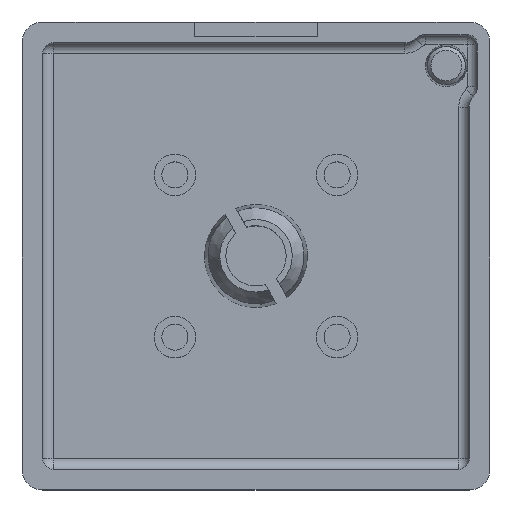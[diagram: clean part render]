
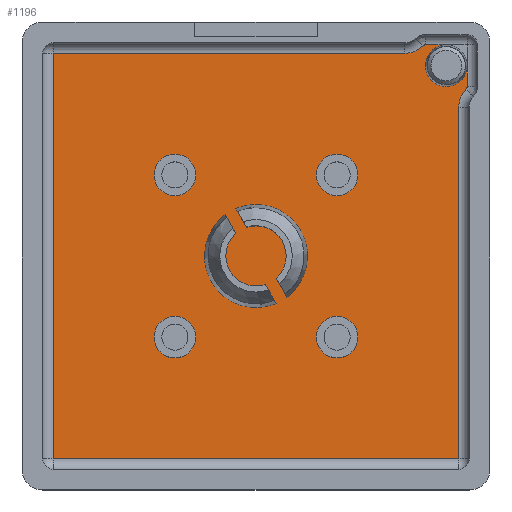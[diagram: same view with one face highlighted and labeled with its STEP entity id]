
A CAD part, top view. The second image highlights one B-rep face of the part: STEP entity #1196.
In plain terms, the highlighted planar face has unit normal (0, 0, 1).
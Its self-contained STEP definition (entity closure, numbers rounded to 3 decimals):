
#86=FACE_BOUND('',#261,.T.);
#87=FACE_BOUND('',#262,.T.);
#88=FACE_BOUND('',#263,.T.);
#89=FACE_BOUND('',#264,.T.);
#90=FACE_BOUND('',#265,.T.);
#91=FACE_BOUND('',#266,.T.);
#111=CIRCLE('',#1329,2.);
#112=CIRCLE('',#1332,0.4);
#113=CIRCLE('',#1333,2.5);
#114=CIRCLE('',#1334,2.5);
#115=CIRCLE('',#1335,0.4);
#116=CIRCLE('',#1336,2.);
#117=CIRCLE('',#1337,4.95);
#118=CIRCLE('',#1338,2.9);
#119=CIRCLE('',#1339,2.9);
#120=CIRCLE('',#1340,4.95);
#121=CIRCLE('',#1341,2.);
#122=CIRCLE('',#1342,2.);
#123=CIRCLE('',#1343,2.);
#176=FACE_OUTER_BOUND('',#260,.T.);
#260=EDGE_LOOP('',(#855,#856,#857,#858,#859,#860,#861,#862,#863,#864,#865));
#261=EDGE_LOOP('',(#866));
#262=EDGE_LOOP('',(#867,#868,#869,#870));
#263=EDGE_LOOP('',(#871,#872,#873,#874));
#264=EDGE_LOOP('',(#875));
#265=EDGE_LOOP('',(#876));
#266=EDGE_LOOP('',(#877));
#369=LINE('',#1959,#457);
#370=LINE('',#1965,#458);
#371=LINE('',#1967,#459);
#372=LINE('',#1969,#460);
#373=LINE('',#1971,#461);
#374=LINE('',#1976,#462);
#375=LINE('',#1983,#463);
#376=LINE('',#1986,#464);
#377=LINE('',#1989,#465);
#378=LINE('',#1993,#466);
#457=VECTOR('',#1543,10.);
#458=VECTOR('',#1548,10.);
#459=VECTOR('',#1549,10.);
#460=VECTOR('',#1550,10.);
#461=VECTOR('',#1551,10.);
#462=VECTOR('',#1556,10.);
#463=VECTOR('',#1561,10.);
#464=VECTOR('',#1564,10.);
#465=VECTOR('',#1565,10.);
#466=VECTOR('',#1568,10.);
#553=VERTEX_POINT('',#1951);
#554=VERTEX_POINT('',#1953);
#555=VERTEX_POINT('',#1958);
#556=VERTEX_POINT('',#1960);
#557=VERTEX_POINT('',#1962);
#558=VERTEX_POINT('',#1964);
#559=VERTEX_POINT('',#1966);
#560=VERTEX_POINT('',#1968);
#561=VERTEX_POINT('',#1970);
#562=VERTEX_POINT('',#1972);
#563=VERTEX_POINT('',#1974);
#564=VERTEX_POINT('',#1977);
#565=VERTEX_POINT('',#1979);
#566=VERTEX_POINT('',#1980);
#567=VERTEX_POINT('',#1982);
#568=VERTEX_POINT('',#1984);
#569=VERTEX_POINT('',#1987);
#570=VERTEX_POINT('',#1988);
#571=VERTEX_POINT('',#1990);
#572=VERTEX_POINT('',#1992);
#573=VERTEX_POINT('',#1995);
#574=VERTEX_POINT('',#1997);
#575=VERTEX_POINT('',#1999);
#666=EDGE_CURVE('',#553,#554,#111,.T.);
#667=EDGE_CURVE('',#555,#554,#369,.T.);
#668=EDGE_CURVE('',#556,#555,#112,.T.);
#669=EDGE_CURVE('',#557,#556,#113,.T.);
#670=EDGE_CURVE('',#558,#557,#370,.T.);
#671=EDGE_CURVE('',#559,#558,#371,.T.);
#672=EDGE_CURVE('',#560,#559,#372,.T.);
#673=EDGE_CURVE('',#561,#560,#373,.T.);
#674=EDGE_CURVE('',#562,#561,#114,.T.);
#675=EDGE_CURVE('',#563,#562,#115,.T.);
#676=EDGE_CURVE('',#553,#563,#374,.T.);
#677=EDGE_CURVE('',#564,#564,#116,.T.);
#678=EDGE_CURVE('',#565,#566,#117,.T.);
#679=EDGE_CURVE('',#566,#567,#375,.T.);
#680=EDGE_CURVE('',#567,#568,#118,.T.);
#681=EDGE_CURVE('',#568,#565,#376,.T.);
#682=EDGE_CURVE('',#569,#570,#377,.T.);
#683=EDGE_CURVE('',#570,#571,#119,.T.);
#684=EDGE_CURVE('',#571,#572,#378,.T.);
#685=EDGE_CURVE('',#572,#569,#120,.T.);
#686=EDGE_CURVE('',#573,#573,#121,.T.);
#687=EDGE_CURVE('',#574,#574,#122,.T.);
#688=EDGE_CURVE('',#575,#575,#123,.T.);
#855=ORIENTED_EDGE('',*,*,#666,.T.);
#856=ORIENTED_EDGE('',*,*,#667,.F.);
#857=ORIENTED_EDGE('',*,*,#668,.F.);
#858=ORIENTED_EDGE('',*,*,#669,.F.);
#859=ORIENTED_EDGE('',*,*,#670,.F.);
#860=ORIENTED_EDGE('',*,*,#671,.F.);
#861=ORIENTED_EDGE('',*,*,#672,.F.);
#862=ORIENTED_EDGE('',*,*,#673,.F.);
#863=ORIENTED_EDGE('',*,*,#674,.F.);
#864=ORIENTED_EDGE('',*,*,#675,.F.);
#865=ORIENTED_EDGE('',*,*,#676,.F.);
#866=ORIENTED_EDGE('',*,*,#677,.T.);
#867=ORIENTED_EDGE('',*,*,#678,.T.);
#868=ORIENTED_EDGE('',*,*,#679,.T.);
#869=ORIENTED_EDGE('',*,*,#680,.T.);
#870=ORIENTED_EDGE('',*,*,#681,.T.);
#871=ORIENTED_EDGE('',*,*,#682,.T.);
#872=ORIENTED_EDGE('',*,*,#683,.T.);
#873=ORIENTED_EDGE('',*,*,#684,.T.);
#874=ORIENTED_EDGE('',*,*,#685,.T.);
#875=ORIENTED_EDGE('',*,*,#686,.T.);
#876=ORIENTED_EDGE('',*,*,#687,.T.);
#877=ORIENTED_EDGE('',*,*,#688,.T.);
#1161=PLANE('',#1331);
#1196=ADVANCED_FACE('',(#176,#86,#87,#88,#89,#90,#91),#1161,.T.);
#1329=AXIS2_PLACEMENT_3D('',#1955,#1537,#1538);
#1331=AXIS2_PLACEMENT_3D('',#1957,#1541,#1542);
#1332=AXIS2_PLACEMENT_3D('',#1961,#1544,#1545);
#1333=AXIS2_PLACEMENT_3D('',#1963,#1546,#1547);
#1334=AXIS2_PLACEMENT_3D('',#1973,#1552,#1553);
#1335=AXIS2_PLACEMENT_3D('',#1975,#1554,#1555);
#1336=AXIS2_PLACEMENT_3D('',#1978,#1557,#1558);
#1337=AXIS2_PLACEMENT_3D('',#1981,#1559,#1560);
#1338=AXIS2_PLACEMENT_3D('',#1985,#1562,#1563);
#1339=AXIS2_PLACEMENT_3D('',#1991,#1566,#1567);
#1340=AXIS2_PLACEMENT_3D('',#1994,#1569,#1570);
#1341=AXIS2_PLACEMENT_3D('',#1996,#1571,#1572);
#1342=AXIS2_PLACEMENT_3D('',#1998,#1573,#1574);
#1343=AXIS2_PLACEMENT_3D('',#2000,#1575,#1576);
#1537=DIRECTION('center_axis',(0.,0.,
-1.));
#1538=DIRECTION('ref_axis',(-1.,0.,0.));
#1541=DIRECTION('center_axis',(0.,0.,
1.));
#1542=DIRECTION('ref_axis',(1.,0.,0.));
#1543=DIRECTION('',(1.,0.,0.));
#1544=DIRECTION('center_axis',(0.,0.,
-1.));
#1545=DIRECTION('ref_axis',(-0.371,0.928,0.));
#1546=DIRECTION('center_axis',(0.,0.,
1.));
#1547=DIRECTION('ref_axis',(0.371,-0.928,0.));
#1548=DIRECTION('',(1.,0.,0.));
#1549=DIRECTION('',(0.,1.,0.));
#1550=DIRECTION('',(-1.,0.,0.));
#1551=DIRECTION('',(0.,-1.,0.));
#1552=DIRECTION('center_axis',(0.,0.,
1.));
#1553=DIRECTION('ref_axis',(-0.928,0.371,0.));
#1554=DIRECTION('center_axis',(0.,0.,
-1.));
#1555=DIRECTION('ref_axis',(0.928,-0.371,0.));
#1556=DIRECTION('',(0.,-1.,0.));
#1557=DIRECTION('center_axis',(0.,0.,
-1.));
#1558=DIRECTION('ref_axis',(-1.,0.,0.));
#1559=DIRECTION('center_axis',(0.,0.,
-1.));
#1560=DIRECTION('ref_axis',(-1.,0.,0.));
#1561=DIRECTION('',(0.5,-0.866,0.));
#1562=DIRECTION('center_axis',(0.,0.,
1.));
#1563=DIRECTION('ref_axis',(1.,0.,0.));
#1564=DIRECTION('',(0.5,-0.866,0.));
#1565=DIRECTION('',(-0.5,0.866,0.));
#1566=DIRECTION('center_axis',(0.,0.,
1.));
#1567=DIRECTION('ref_axis',(1.,0.,0.));
#1568=DIRECTION('',(-0.5,0.866,0.));
#1569=DIRECTION('center_axis',(0.,0.,
-1.));
#1570=DIRECTION('ref_axis',(-1.,0.,0.));
#1571=DIRECTION('center_axis',(0.,0.,
-1.));
#1572=DIRECTION('ref_axis',(0.,-1.,0.));
#1573=DIRECTION('center_axis',(0.,0.,
-1.));
#1574=DIRECTION('ref_axis',(1.,0.,0.));
#1575=DIRECTION('center_axis',(0.,0.,
-1.));
#1576=DIRECTION('ref_axis',(0.,1.,0.));
#1951=CARTESIAN_POINT('',(20.3,18.3,2.));
#1953=CARTESIAN_POINT('',(18.3,20.3,2.));
#1955=CARTESIAN_POINT('Origin',(18.3,18.3,2.));
#1957=CARTESIAN_POINT('Origin',(0.,0.,
2.));
#1958=CARTESIAN_POINT('',(16.3,20.3,2.));
#1959=CARTESIAN_POINT('',(10.177,20.3,2.));
#1960=CARTESIAN_POINT('',(16.024,20.19,2.));
#1961=CARTESIAN_POINT('Origin',(16.3,19.9,2.));
#1962=CARTESIAN_POINT('',(14.3,19.5,2.));
#1963=CARTESIAN_POINT('Origin',(14.3,22.,2.));
#1964=CARTESIAN_POINT('',(-19.5,19.5,2.));
#1965=CARTESIAN_POINT('',(10.277,19.5,2.));
#1966=CARTESIAN_POINT('',(-19.5,-19.5,2.));
#1967=CARTESIAN_POINT('',(-19.5,9.777,2.));
#1968=CARTESIAN_POINT('',(19.5,-19.5,2.));
#1969=CARTESIAN_POINT('',(-9.723,-19.5,2.));
#1970=CARTESIAN_POINT('',(19.5,14.3,2.));
#1971=CARTESIAN_POINT('',(19.5,-9.723,2.));
#1972=CARTESIAN_POINT('',(20.19,16.024,2.));
#1973=CARTESIAN_POINT('Origin',(22.,14.3,2.));
#1974=CARTESIAN_POINT('',(20.3,16.3,2.));
#1975=CARTESIAN_POINT('Origin',(19.9,16.3,2.));
#1976=CARTESIAN_POINT('',(20.3,8.177,2.));
#1977=CARTESIAN_POINT('',(-5.8,-7.8,2.));
#1978=CARTESIAN_POINT('Origin',(-7.8,-7.8,2.));
#1979=CARTESIAN_POINT('',(1.937,-4.555,2.));
#1980=CARTESIAN_POINT('',(-2.976,3.955,2.));
#1981=CARTESIAN_POINT('Origin',(0.,0.,
2.));
#1982=CARTESIAN_POINT('',(-1.938,2.157,2.));
#1983=CARTESIAN_POINT('',(-2.976,3.955,2.));
#1984=CARTESIAN_POINT('',(0.899,-2.757,2.));
#1985=CARTESIAN_POINT('Origin',(0.,0.,
2.));
#1986=CARTESIAN_POINT('',(-2.976,3.955,2.));
#1987=CARTESIAN_POINT('',(2.976,-3.955,2.));
#1988=CARTESIAN_POINT('',(1.938,-2.157,2.));
#1989=CARTESIAN_POINT('',(2.976,-3.955,2.));
#1990=CARTESIAN_POINT('',(-0.899,2.757,2.));
#1991=CARTESIAN_POINT('Origin',(0.,0.,
2.));
#1992=CARTESIAN_POINT('',(-1.937,4.555,2.));
#1993=CARTESIAN_POINT('',(2.976,-3.955,2.));
#1994=CARTESIAN_POINT('Origin',(0.,0.,
2.));
#1995=CARTESIAN_POINT('',(7.8,-5.8,2.));
#1996=CARTESIAN_POINT('Origin',(7.8,-7.8,2.));
#1997=CARTESIAN_POINT('',(5.8,7.8,2.));
#1998=CARTESIAN_POINT('Origin',(7.8,7.8,2.));
#1999=CARTESIAN_POINT('',(-7.8,5.8,2.));
#2000=CARTESIAN_POINT('Origin',(-7.8,7.8,2.));
